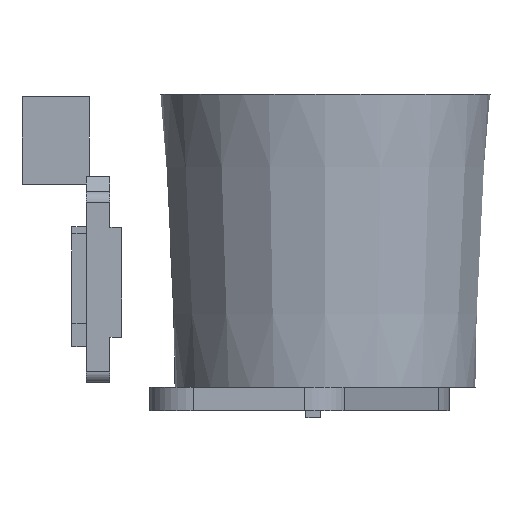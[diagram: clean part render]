
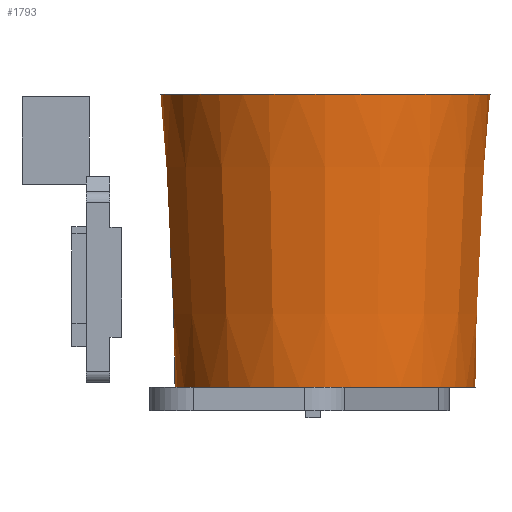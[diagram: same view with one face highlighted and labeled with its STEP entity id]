
A CAD part, left-side view. The second image highlights one B-rep face of the part: STEP entity #1793.
In plain terms, the highlighted conical face has half-angle 2.862 degrees and reference radius 10.75 mm.
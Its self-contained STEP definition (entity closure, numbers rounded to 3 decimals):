
#13=CONICAL_SURFACE('',#1964,10.75,0.05);
#213=CIRCLE('',#1965,11.25);
#214=CIRCLE('',#1966,10.25);
#302=FACE_OUTER_BOUND('',#435,.T.);
#435=EDGE_LOOP('',(#1643,#1644,#1645,#1646));
#608=LINE('',#2936,#779);
#779=VECTOR('',#2447,10.75);
#936=VERTEX_POINT('',#2933);
#937=VERTEX_POINT('',#2935);
#1172=EDGE_CURVE('',#936,#936,#213,.T.);
#1173=EDGE_CURVE('',#936,#937,#608,.T.);
#1174=EDGE_CURVE('',#937,#937,#214,.T.);
#1643=ORIENTED_EDGE('',*,*,#1172,.F.);
#1644=ORIENTED_EDGE('',*,*,#1173,.T.);
#1645=ORIENTED_EDGE('',*,*,#1174,.T.);
#1646=ORIENTED_EDGE('',*,*,#1173,.F.);
#1793=ADVANCED_FACE('',(#302),#13,.T.);
#1964=AXIS2_PLACEMENT_3D('',#2932,#2443,#2444);
#1965=AXIS2_PLACEMENT_3D('',#2934,#2445,#2446);
#1966=AXIS2_PLACEMENT_3D('',#2937,#2448,#2449);
#2443=DIRECTION('center_axis',(0.,0.,1.));
#2444=DIRECTION('ref_axis',(1.,0.,0.));
#2445=DIRECTION('center_axis',(0.,0.,1.));
#2446=DIRECTION('ref_axis',(-1.,0.,0.));
#2447=DIRECTION('',(0.05,0.,-0.999));
#2448=DIRECTION('center_axis',(0.,0.,1.));
#2449=DIRECTION('ref_axis',(1.,0.,0.));
#2932=CARTESIAN_POINT('Origin',(0.,-16.22,7.5));
#2933=CARTESIAN_POINT('',(-11.25,-16.22,17.5));
#2934=CARTESIAN_POINT('Origin',(0.,-16.22,17.5));
#2935=CARTESIAN_POINT('',(-10.25,-16.22,-2.5));
#2936=CARTESIAN_POINT('',(-10.75,-16.22,7.5));
#2937=CARTESIAN_POINT('Origin',(0.,-16.22,-2.5));
